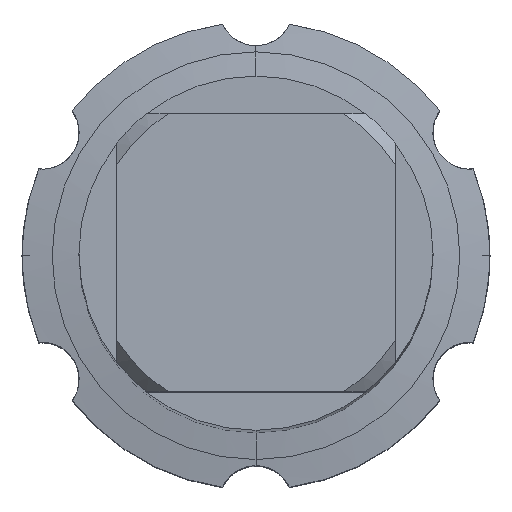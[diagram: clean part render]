
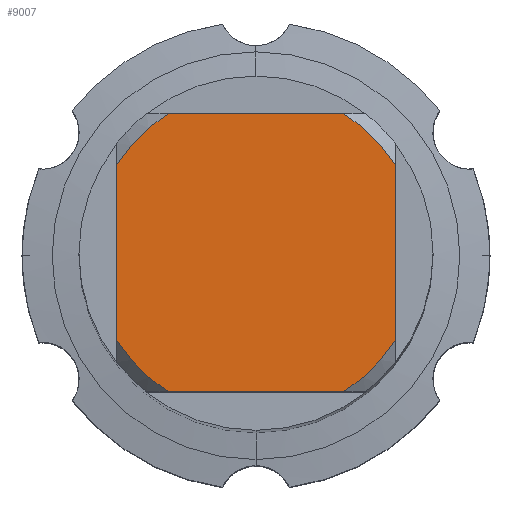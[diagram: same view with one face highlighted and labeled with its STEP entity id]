
A CAD part, top view. The second image highlights one B-rep face of the part: STEP entity #9007.
In plain terms, the highlighted planar face has unit normal (0, 0, 1).
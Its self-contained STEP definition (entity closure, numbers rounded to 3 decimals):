
#4345=VERTEX_POINT('',#11733);
#4387=VERTEX_POINT('',#11781);
#5029=EDGE_CURVE('',#4387,#5687,#12476,.T.);
#5529=EDGE_CURVE('',#6417,#8745,#13026,.T.);
#5687=VERTEX_POINT('',#13198);
#5725=EDGE_CURVE('',#6331,#6845,#13237,.T.);
#5971=EDGE_CURVE('',#6461,#6845,#13507,.T.);
#6331=VERTEX_POINT('',#13898);
#6417=VERTEX_POINT('',#13994);
#6461=VERTEX_POINT('',#14041);
#6845=VERTEX_POINT('',#14464);
#7879=EDGE_CURVE('',#6417,#4345,#15581,.T.);
#7987=EDGE_CURVE('',#4387,#8745,#15695,.T.);
#8745=VERTEX_POINT('',#16524);
#9007=ADVANCED_FACE('',(#16811),#16812,.T.);
#9037=EDGE_CURVE('',#6331,#5687,#16844,.T.);
#9281=EDGE_CURVE('',#6461,#4345,#17108,.T.);
#11733=CARTESIAN_POINT('',(6.928,-11.0,0.0));
#11781=CARTESIAN_POINT('',(-11.0,6.928,0.0));
#12476=CIRCLE('',#24534,13.0);
#13026=CIRCLE('',#26324,13.0);
#13198=CARTESIAN_POINT('',(-6.928,11.0,0.0));
#13237=CIRCLE('',#27422,13.0);
#13507=LINE('',#28491,#28492);
#13898=CARTESIAN_POINT('',(6.928,11.0,0.0));
#13994=CARTESIAN_POINT('',(-6.928,-11.0,0.0));
#14041=CARTESIAN_POINT('',(11.0,-6.928,0.0));
#14464=CARTESIAN_POINT('',(11.0,6.928,0.0));
#15581=LINE('',#35932,#35933);
#15695=LINE('',#36469,#36470);
#16524=CARTESIAN_POINT('',(-11.0,-6.928,0.0));
#16811=FACE_OUTER_BOUND('',#40615,.T.);
#16812=PLANE('',#40616);
#16844=LINE('',#40777,#40778);
#17108=CIRCLE('',#41802,13.0);
#24534=AXIS2_PLACEMENT_3D('',#50152,#50153,#50154);
#26324=AXIS2_PLACEMENT_3D('',#50763,#50764,#50765);
#27422=AXIS2_PLACEMENT_3D('',#50949,#50950,#50951);
#28491=CARTESIAN_POINT('',(11.0,3.25,0.0));
#28492=VECTOR('',#51234,1.0);
#35932=CARTESIAN_POINT('',(0.0,-11.0,0.0));
#35933=VECTOR('',#53607,1.0);
#36469=CARTESIAN_POINT('',(-11.0,3.25,0.0));
#36470=VECTOR('',#53703,1.0);
#40615=EDGE_LOOP('',(#55169,#55170,#55171,#55172,#55173,#55174,#55175,#55176));
#40616=AXIS2_PLACEMENT_3D('',#55177,#55178,#55179);
#40777=CARTESIAN_POINT('',(0.0,11.0,0.0));
#40778=VECTOR('',#55202,1.0);
#41802=AXIS2_PLACEMENT_3D('',#55613,#55614,#55615);
#50152=CARTESIAN_POINT('',(0.0,0.0,0.0));
#50153=DIRECTION('',(0.0,0.0,-1.0));
#50154=DIRECTION('',(0.0,1.0,0.0));
#50763=CARTESIAN_POINT('',(0.0,0.0,0.0));
#50764=DIRECTION('',(0.0,0.0,-1.0));
#50765=DIRECTION('',(0.0,1.0,0.0));
#50949=CARTESIAN_POINT('',(0.0,0.0,0.0));
#50950=DIRECTION('',(0.0,0.0,-1.0));
#50951=DIRECTION('',(0.0,1.0,0.0));
#51234=DIRECTION('',(-0.0,1.0,0.0));
#53607=DIRECTION('',(1.0,0.0,0.0));
#53703=DIRECTION('',(-0.0,-1.0,0.0));
#55169=ORIENTED_EDGE('',*,*,#7987,.T.);
#55170=ORIENTED_EDGE('',*,*,#5529,.F.);
#55171=ORIENTED_EDGE('',*,*,#7879,.T.);
#55172=ORIENTED_EDGE('',*,*,#9281,.F.);
#55173=ORIENTED_EDGE('',*,*,#5971,.T.);
#55174=ORIENTED_EDGE('',*,*,#5725,.F.);
#55175=ORIENTED_EDGE('',*,*,#9037,.T.);
#55176=ORIENTED_EDGE('',*,*,#5029,.F.);
#55177=CARTESIAN_POINT('',(0.0,6.5,0.0));
#55178=DIRECTION('',(-0.0,0.0,1.0));
#55179=DIRECTION('',(0.0,-1.0,0.0));
#55202=DIRECTION('',(-1.0,0.0,0.0));
#55613=CARTESIAN_POINT('',(0.0,0.0,0.0));
#55614=DIRECTION('',(0.0,0.0,-1.0));
#55615=DIRECTION('',(0.0,1.0,0.0));
